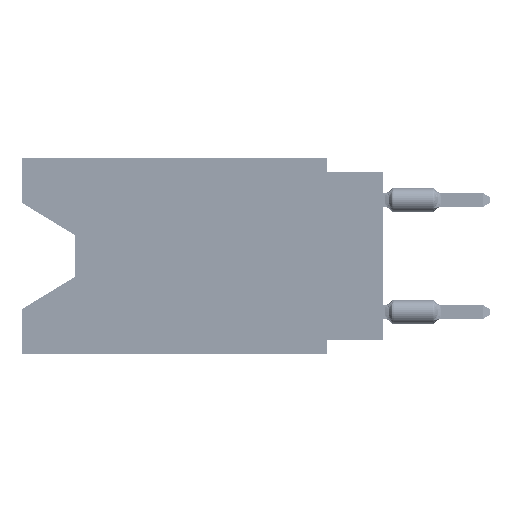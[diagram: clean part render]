
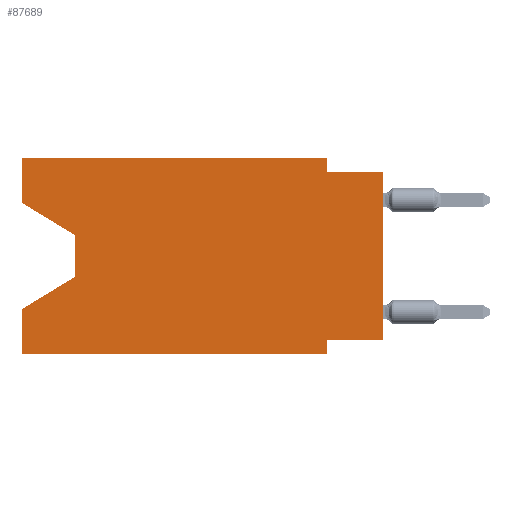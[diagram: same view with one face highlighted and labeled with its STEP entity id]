
A CAD part, left-side view. The second image highlights one B-rep face of the part: STEP entity #87689.
In plain terms, the highlighted planar face has unit normal (-1, 0, 0).
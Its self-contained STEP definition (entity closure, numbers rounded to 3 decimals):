
#1261 = DIRECTION ( 'NONE',  ( 0., 0., -1. ) ) ;
#2716 = ORIENTED_EDGE ( 'NONE', *, *, #31531, .F. ) ;
#3070 = CARTESIAN_POINT ( 'NONE',  ( 0., 16.383, -2.038 ) ) ;
#3585 = DIRECTION ( 'NONE',  ( 0., 1., 0. ) ) ;
#4145 = ORIENTED_EDGE ( 'NONE', *, *, #30416, .F. ) ;
#4522 = VECTOR ( 'NONE', #3585, 1000. ) ;
#4954 = VERTEX_POINT ( 'NONE', #63038 ) ;
#6702 = DIRECTION ( 'NONE',  ( 0., 0., -1. ) ) ;
#7395 = VECTOR ( 'NONE', #37986, 1000. ) ;
#9268 = VERTEX_POINT ( 'NONE', #37782 ) ;
#10008 = EDGE_CURVE ( 'NONE', #40122, #29361, #54975, .T. ) ;
#13428 = CARTESIAN_POINT ( 'NONE',  ( 0., 16.383, -8.89 ) ) ;
#13552 = LINE ( 'NONE', #19675, #7395 ) ;
#16326 = DIRECTION ( 'NONE',  ( 0., 0., -1. ) ) ;
#16391 = ORIENTED_EDGE ( 'NONE', *, *, #84428, .T. ) ;
#19675 = CARTESIAN_POINT ( 'NONE',  ( 0., 13.97, -5.385 ) ) ;
#20045 = ORIENTED_EDGE ( 'NONE', *, *, #24519, .T. ) ;
#20991 = VECTOR ( 'NONE', #72180, 1000. ) ;
#22157 = EDGE_CURVE ( 'NONE', #60893, #29361, #80025, .T. ) ;
#23829 = VECTOR ( 'NONE', #105030, 1000. ) ;
#24519 = EDGE_CURVE ( 'NONE', #9268, #56078, #60236, .T. ) ;
#24622 = VECTOR ( 'NONE', #16326, 1000. ) ;
#25239 = ORIENTED_EDGE ( 'NONE', *, *, #22157, .T. ) ;
#25954 = CARTESIAN_POINT ( 'NONE',  ( 0., 16.383, 0. ) ) ;
#27746 = VECTOR ( 'NONE', #1261, 1000. ) ;
#28959 = CARTESIAN_POINT ( 'NONE',  ( 0., 13.97, -3.505 ) ) ;
#29147 = CARTESIAN_POINT ( 'NONE',  ( 0., 0., 0. ) ) ;
#29361 = VERTEX_POINT ( 'NONE', #37775 ) ;
#29855 = VECTOR ( 'NONE', #48753, 1000. ) ;
#30416 = EDGE_CURVE ( 'NONE', #86460, #84735, #62399, .T. ) ;
#31060 = CARTESIAN_POINT ( 'NONE',  ( 0., 16.383, 0. ) ) ;
#31151 = ORIENTED_EDGE ( 'NONE', *, *, #101661, .F. ) ;
#31531 = EDGE_CURVE ( 'NONE', #4954, #40122, #71830, .T. ) ;
#33611 = VERTEX_POINT ( 'NONE', #37148 ) ;
#37148 = CARTESIAN_POINT ( 'NONE',  ( 0., 16.383, 0. ) ) ;
#37775 = CARTESIAN_POINT ( 'NONE',  ( 0., 2.54, -8.89 ) ) ;
#37782 = CARTESIAN_POINT ( 'NONE',  ( 0., 16.383, -2.038 ) ) ;
#37986 = DIRECTION ( 'NONE',  ( 0., 0.855, -0.519 ) ) ;
#38310 = LINE ( 'NONE', #31060, #20991 ) ;
#39446 = DIRECTION ( 'NONE',  ( 1., 0., 0. ) ) ;
#40122 = VERTEX_POINT ( 'NONE', #50524 ) ;
#40618 = EDGE_CURVE ( 'NONE', #33611, #48017, #101483, .T. ) ;
#41635 = EDGE_LOOP ( 'NONE', ( #20045, #43795, #16391, #93083, #25239, #50224, #2716, #99719, #4145, #44334, #45876, #31151 ) ) ;
#41976 = VECTOR ( 'NONE', #54665, 1000. ) ;
#43061 = VECTOR ( 'NONE', #48531, 1000. ) ;
#43481 = LINE ( 'NONE', #51819, #24622 ) ;
#43795 = ORIENTED_EDGE ( 'NONE', *, *, #54891, .T. ) ;
#44334 = ORIENTED_EDGE ( 'NONE', *, *, #77637, .F. ) ;
#45876 = ORIENTED_EDGE ( 'NONE', *, *, #40618, .F. ) ;
#48017 = VERTEX_POINT ( 'NONE', #101662 ) ;
#48531 = DIRECTION ( 'NONE',  ( 0., 0., 1. ) ) ;
#48753 = DIRECTION ( 'NONE',  ( 0., -1., 0. ) ) ;
#50058 = VECTOR ( 'NONE', #54441, 1000. ) ;
#50224 = ORIENTED_EDGE ( 'NONE', *, *, #10008, .F. ) ;
#50483 = PLANE ( 'NONE',  #83844 ) ;
#50524 = CARTESIAN_POINT ( 'NONE',  ( 0., 2.54, -8.255 ) ) ;
#50601 = VERTEX_POINT ( 'NONE', #69840 ) ;
#51819 = CARTESIAN_POINT ( 'NONE',  ( 0., 2.54, 0. ) ) ;
#53417 = LINE ( 'NONE', #77304, #27746 ) ;
#54441 = DIRECTION ( 'NONE',  ( 0., 0., -1. ) ) ;
#54665 = DIRECTION ( 'NONE',  ( 0., -0.855, -0.519 ) ) ;
#54891 = EDGE_CURVE ( 'NONE', #56078, #50601, #53417, .T. ) ;
#54975 = LINE ( 'NONE', #96643, #50058 ) ;
#55044 = CARTESIAN_POINT ( 'NONE',  ( 0., 16.383, -8.89 ) ) ;
#55496 = DIRECTION ( 'NONE',  ( 0., 0., 1. ) ) ;
#56078 = VERTEX_POINT ( 'NONE', #28959 ) ;
#57200 = FACE_OUTER_BOUND ( 'NONE', #41635, .T. ) ;
#60236 = LINE ( 'NONE', #3070, #41976 ) ;
#60893 = VERTEX_POINT ( 'NONE', #13428 ) ;
#62399 = LINE ( 'NONE', #63496, #85869 ) ;
#63038 = CARTESIAN_POINT ( 'NONE',  ( 0., 0., -8.255 ) ) ;
#63496 = CARTESIAN_POINT ( 'NONE',  ( 0., 0., -0.635 ) ) ;
#69840 = CARTESIAN_POINT ( 'NONE',  ( 0., 13.97, -5.385 ) ) ;
#71830 = LINE ( 'NONE', #95741, #4522 ) ;
#72180 = DIRECTION ( 'NONE',  ( 0., 0., 1. ) ) ;
#76196 = VECTOR ( 'NONE', #55496, 1000. ) ;
#77304 = CARTESIAN_POINT ( 'NONE',  ( 0., 13.97, -3.505 ) ) ;
#77315 = EDGE_CURVE ( 'NONE', #60893, #105182, #38310, .T. ) ;
#77637 = EDGE_CURVE ( 'NONE', #48017, #86460, #43481, .T. ) ;
#80025 = LINE ( 'NONE', #55044, #23829 ) ;
#81027 = LINE ( 'NONE', #97698, #76196 ) ;
#83844 = AXIS2_PLACEMENT_3D ( 'NONE', #84362, #39446, #6702 ) ;
#84362 = CARTESIAN_POINT ( 'NONE',  ( 0., 16.383, 0. ) ) ;
#84428 = EDGE_CURVE ( 'NONE', #50601, #105182, #13552, .T. ) ;
#84735 = VERTEX_POINT ( 'NONE', #103395 ) ;
#85869 = VECTOR ( 'NONE', #96277, 1000. ) ;
#86460 = VERTEX_POINT ( 'NONE', #87504 ) ;
#87504 = CARTESIAN_POINT ( 'NONE',  ( 0., 2.54, -0.635 ) ) ;
#87689 = ADVANCED_FACE ( 'NONE', ( #57200 ), #50483, .F. ) ;
#90745 = LINE ( 'NONE', #29147, #43061 ) ;
#93083 = ORIENTED_EDGE ( 'NONE', *, *, #77315, .F. ) ;
#95741 = CARTESIAN_POINT ( 'NONE',  ( 0., 0., -8.255 ) ) ;
#96277 = DIRECTION ( 'NONE',  ( 0., -1., 0. ) ) ;
#96643 = CARTESIAN_POINT ( 'NONE',  ( 0., 2.54, -8.89 ) ) ;
#97698 = CARTESIAN_POINT ( 'NONE',  ( 0., 16.383, 0. ) ) ;
#99719 = ORIENTED_EDGE ( 'NONE', *, *, #105417, .T. ) ;
#101483 = LINE ( 'NONE', #25954, #29855 ) ;
#101661 = EDGE_CURVE ( 'NONE', #9268, #33611, #81027, .T. ) ;
#101662 = CARTESIAN_POINT ( 'NONE',  ( 0., 2.54, 0. ) ) ;
#103395 = CARTESIAN_POINT ( 'NONE',  ( 0., 0., -0.635 ) ) ;
#105030 = DIRECTION ( 'NONE',  ( 0., -1., 0. ) ) ;
#105182 = VERTEX_POINT ( 'NONE', #105605 ) ;
#105417 = EDGE_CURVE ( 'NONE', #4954, #84735, #90745, .T. ) ;
#105605 = CARTESIAN_POINT ( 'NONE',  ( 0., 16.383, -6.852 ) ) ;
